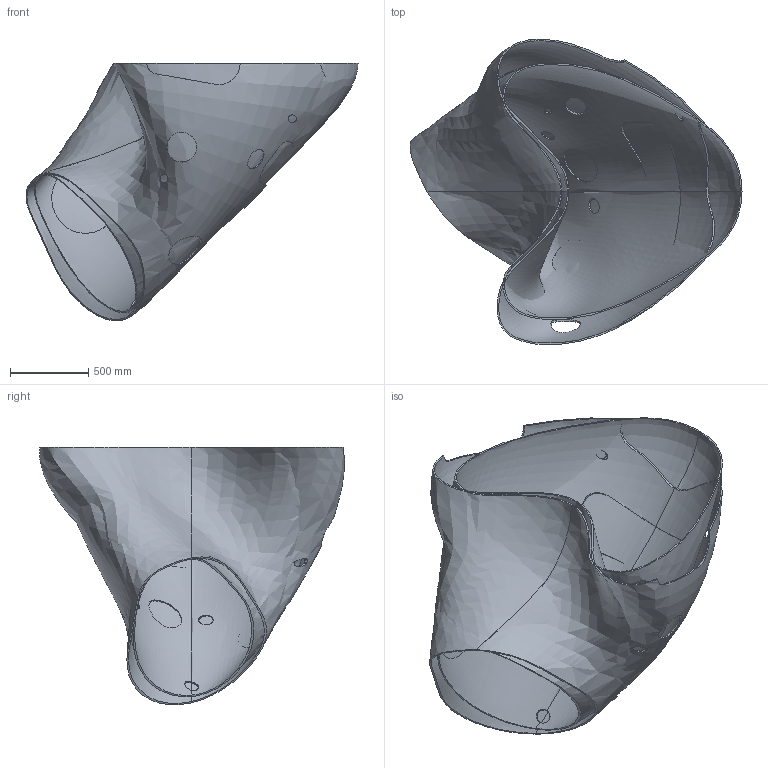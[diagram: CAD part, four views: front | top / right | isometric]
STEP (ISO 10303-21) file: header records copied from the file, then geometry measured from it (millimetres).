
FILE_DESCRIPTION(('CATIA V5 STEP Exchange'),'2;1');
FILE_NAME('Overlay.stp','2005-01-28T20:55:09+00:00',('none'),('none'),'CATIA Version 5 Release 14 (IN-10)','CATIA V5 STEP AP203','none');
FILE_SCHEMA(('CONFIG_CONTROL_DESIGN'));
Products named in the file (1): Product1
Assembly tree (2 placements, depth 2):
  Product1
    #56
    #45025
Bounding box: 2125.99 x 1955.09 x 1648.63 mm (x, y, z)
Volume: 115339748.8 mm3; surface area: 24286878.4 mm2
Topology: 2 solids, 2 shells, 70 faces, 210 edges, 137 vertices
Faces by surface type: cylinder 41, plane 17, bspline 12
Entity records: 76069 total; most frequent: CARTESIAN_POINT 74375, ORIENTED_EDGE 420, EDGE_CURVE 210, DIRECTION 182, B_SPLINE_CURVE_WITH_KNOTS 152, VERTEX_POINT 137, EDGE_LOOP 97, ADVANCED_FACE 70
